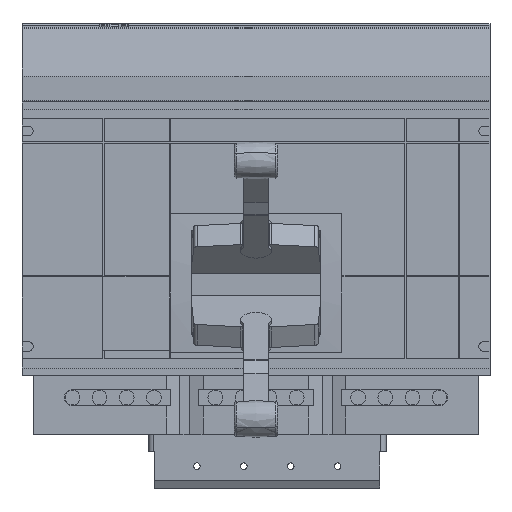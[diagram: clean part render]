
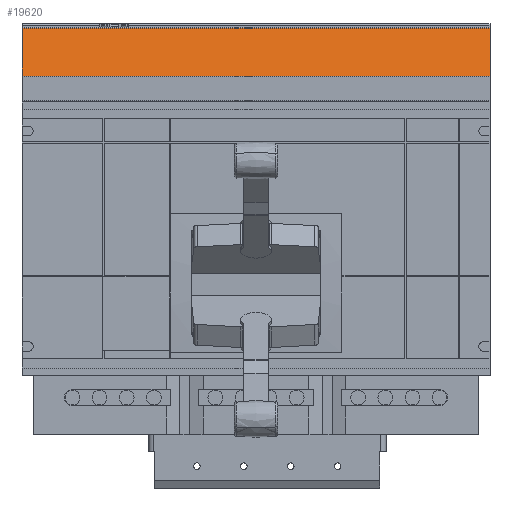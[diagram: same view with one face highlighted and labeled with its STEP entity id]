
A CAD part, front view. The second image highlights one B-rep face of the part: STEP entity #19620.
In plain terms, the highlighted planar face has unit normal (0, -0.964, 0.264).
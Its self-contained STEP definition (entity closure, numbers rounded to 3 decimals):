
#19557=CARTESIAN_POINT('POINT1256',(-190.,-108.784,
   206.666));
#19558=VERTEX_POINT('VERTEX1256',#19557);
#19566=CARTESIAN_POINT('POINT1257',(190.,-108.784,
   206.666));
#19567=VERTEX_POINT('VERTEX1257',#19566);
#19568=CARTESIAN_POINT('POS2115',(190.,-108.784,
   206.666));
#19569=DIRECTION('DIR2919',(-1.,0.,0.));
#19570=VECTOR('VEC1311',#19569,25.4);
#19571=LINE('STRAIGHT1311',#19568,#19570);
#19572=EDGE_CURVE('EDGE1892',#19567,#19558,#19571,.T.);
#19590=CARTESIAN_POINT('POINT1258',(-190.,-119.407,
   167.913));
#19591=VERTEX_POINT('VERTEX1258',#19590);
#19592=CARTESIAN_POINT('POS2118',(-190.,-108.784,
   206.666));
#19593=DIRECTION('DIR2924',(0.,-0.264,
   -0.964));
#19594=VECTOR('VEC1312',#19593,25.4);
#19595=LINE('STRAIGHT1312',#19592,#19594);
#19596=EDGE_CURVE('EDGE1894',#19558,#19591,#19595,.T.);
#19597=ORIENTED_EDGE('COEDGE3683',*,*,#19596,.T.);
#19598=CARTESIAN_POINT('POINT1259',(190.,-119.407,
   167.913));
#19599=VERTEX_POINT('VERTEX1259',#19598);
#19600=CARTESIAN_POINT('POS2119',(190.,-119.407,
   167.913));
#19601=DIRECTION('DIR2925',(-1.,0.,0.));
#19602=VECTOR('VEC1313',#19601,25.4);
#19603=LINE('STRAIGHT1313',#19600,#19602);
#19604=EDGE_CURVE('EDGE1895',#19599,#19591,#19603,.T.);
#19605=ORIENTED_EDGE('COEDGE3684',*,*,#19604,.F.);
#19606=CARTESIAN_POINT('POS2120',(190.,-108.784,
   206.666));
#19607=DIRECTION('DIR2926',(0.,-0.264,
   -0.964));
#19608=VECTOR('VEC1314',#19607,25.4);
#19609=LINE('STRAIGHT1314',#19606,#19608);
#19610=EDGE_CURVE('EDGE1896',#19567,#19599,#19609,.T.);
#19611=ORIENTED_EDGE('COEDGE3685',*,*,#19610,.F.);
#19612=ORIENTED_EDGE('COEDGE3686',*,*,#19572,.T.);
#19613=EDGE_LOOP('NONE',(#19597,#19605,#19611,#19612));
#19614=FACE_BOUND('LOOP1',#19613,.T.);
#19615=CARTESIAN_POINT('POS2121',(190.,-108.784,
   206.666));
#19616=DIRECTION('DIR2927',(0.,-0.964,
   0.264));
#19617=DIRECTION('DIR2928',(1.,0.,0.));
#19618=AXIS2_PLACEMENT_3D('AXIS807',#19615,#19616,#19617);
#19619=PLANE('PLANE364',#19618);
#19620=ADVANCED_FACE('FACE671',(#19614),#19619,.T.);
